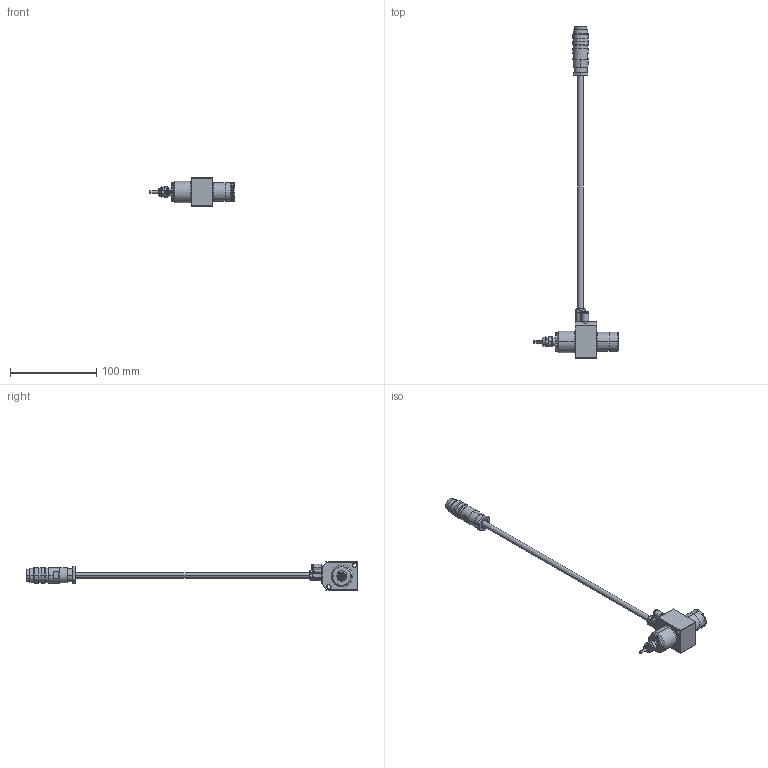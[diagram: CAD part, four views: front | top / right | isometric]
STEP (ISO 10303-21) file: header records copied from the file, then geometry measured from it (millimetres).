
FILE_DESCRIPTION (( 'STEP AP203' ), '1' );
FILE_NAME ('EA1164-0101_働乕僗1.STEP', '2021-06-09T04:31:16', ( '' ), ( '' ), 'SwSTEP 2.0', 'SolidWorks 2017', '' );
FILE_SCHEMA (( 'CONFIG_CONTROL_DESIGN' ));
Length unit declared in the file: millimetre
Products named in the file (1): EA1164-0101_働乕僗1
Bounding box: 97.77 x 384.61 x 32.5 mm (x, y, z)
Volume: 54099.4 mm3; surface area: 32909.6 mm2
Topology: 16 solids, 16 shells, 667 faces, 1599 edges, 1018 vertices
Faces by surface type: cylinder 255, plane 201, cone 175, bspline 36
Entity records: 20752 total; most frequent: CARTESIAN_POINT 4981, DIRECTION 3450, ORIENTED_EDGE 3186, EDGE_CURVE 1593, AXIS2_PLACEMENT_3D 1421, VERTEX_POINT 1018, CIRCLE 789, EDGE_LOOP 759
